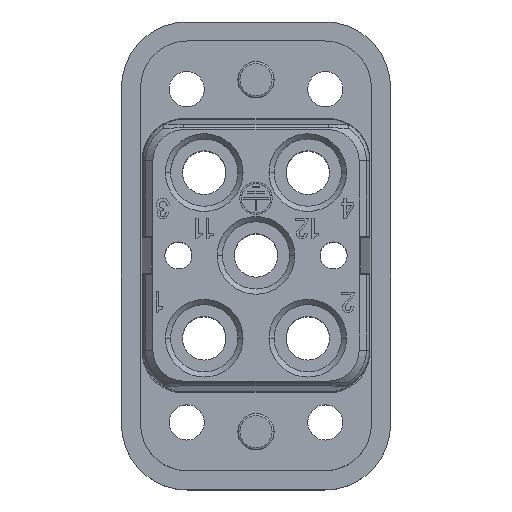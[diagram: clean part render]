
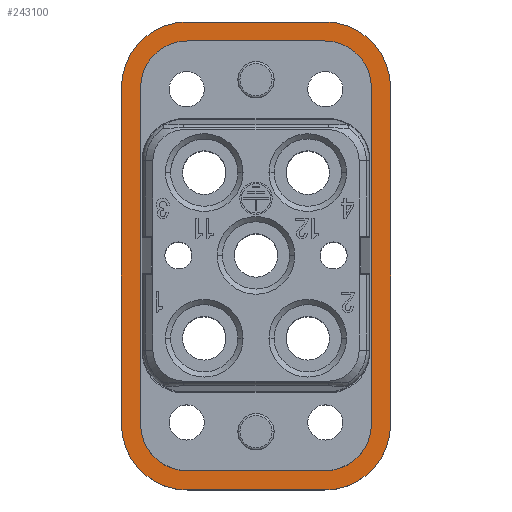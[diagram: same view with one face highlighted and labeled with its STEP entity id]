
A CAD part, top view. The second image highlights one B-rep face of the part: STEP entity #243100.
In plain terms, the highlighted face is planar.
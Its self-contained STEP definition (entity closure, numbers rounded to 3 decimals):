
#960=CARTESIAN_POINT('',(50.914,49.825,7.05));
#970=VERTEX_POINT('',#960);
#1000=CARTESIAN_POINT('',(50.914,64.141,7.05));
#1010=DIRECTION('',(0.,-1.,0.));
#1020=VECTOR('',#1010,1.);
#1030=LINE('',#1000,#1020);
#1040=CARTESIAN_POINT('',(50.914,82.325,7.05));
#1050=VERTEX_POINT('',#1040);
#1060=EDGE_CURVE('',#1050,#970,#1030,.T.);
#222490=CARTESIAN_POINT('',(33.114,49.825,7.05));
#222500=DIRECTION('',(0.,0.,1.));
#222510=DIRECTION('',(1.,0.,0.));
#222520=AXIS2_PLACEMENT_3D('',#222490,#222500,#222510);
#222530=CIRCLE('',#222520,4.5);
#222540=CARTESIAN_POINT('',(28.614,49.825,7.05));
#222550=VERTEX_POINT('',#222540);
#222560=CARTESIAN_POINT('',(33.114,45.325,7.05));
#222570=VERTEX_POINT('',#222560);
#222580=EDGE_CURVE('',#222550,#222570,#222530,.T.);
#230000=CARTESIAN_POINT('',(33.114,86.825,7.05));
#230010=VERTEX_POINT('',#230000);
#230060=CARTESIAN_POINT('',(33.114,82.325,7.05));
#230070=DIRECTION('',(0.,0.,1.));
#230080=DIRECTION('',(1.,0.,0.));
#230090=AXIS2_PLACEMENT_3D('',#230060,#230070,#230080);
#230100=CIRCLE('',#230090,4.5);
#230110=CARTESIAN_POINT('',(28.614,82.325,7.05));
#230120=VERTEX_POINT('',#230110);
#230130=EDGE_CURVE('',#230010,#230120,#230100,.T.);
#231120=CARTESIAN_POINT('',(46.414,86.825,7.05));
#231130=VERTEX_POINT('',#231120);
#231180=CARTESIAN_POINT('',(50.264,86.825,7.05));
#231190=DIRECTION('',(1.,0.,0.));
#231200=VECTOR('',#231190,1.);
#231210=LINE('',#231180,#231200);
#231220=EDGE_CURVE('',#230010,#231130,#231210,.T.);
#237970=CARTESIAN_POINT('',(46.414,45.325,7.05));
#237980=VERTEX_POINT('',#237970);
#238030=CARTESIAN_POINT('',(50.264,45.325,7.05));
#238040=DIRECTION('',(-1.,0.,0.));
#238050=VECTOR('',#238040,1.);
#238060=LINE('',#238030,#238050);
#238070=EDGE_CURVE('',#237980,#222570,#238060,.T.);
#238220=CARTESIAN_POINT('',(46.414,82.325,7.05));
#238230=DIRECTION('',(0.,0.,1.));
#238240=DIRECTION('',(1.,0.,0.));
#238250=AXIS2_PLACEMENT_3D('',#238220,#238230,#238240);
#238260=CIRCLE('',#238250,4.5);
#238270=EDGE_CURVE('',#1050,#231130,#238260,.T.);
#238640=CARTESIAN_POINT('',(28.614,64.141,7.05));
#238650=DIRECTION('',(0.,1.,0.));
#238660=VECTOR('',#238650,1.);
#238670=LINE('',#238640,#238660);
#238680=EDGE_CURVE('',#222550,#230120,#238670,.T.);
#238830=CARTESIAN_POINT('',(46.414,49.825,7.05));
#238840=DIRECTION('',(0.,0.,1.));
#238850=DIRECTION('',(1.,0.,0.));
#238860=AXIS2_PLACEMENT_3D('',#238830,#238840,#238850);
#238870=CIRCLE('',#238860,4.5);
#238880=EDGE_CURVE('',#237980,#970,#238870,.T.);
#240420=CARTESIAN_POINT('',(52.764,49.825,7.05));
#240430=VERTEX_POINT('',#240420);
#240510=CARTESIAN_POINT('',(52.764,82.325,7.05));
#240520=VERTEX_POINT('',#240510);
#240550=CARTESIAN_POINT('',(52.764,82.325,7.05));
#240560=DIRECTION('',(0.,-1.,-0.));
#240570=VECTOR('',#240560,1.);
#240580=LINE('',#240550,#240570);
#240590=EDGE_CURVE('',#240520,#240430,#240580,.T.);
#240800=CARTESIAN_POINT('',(46.414,43.475,7.05));
#240810=VERTEX_POINT('',#240800);
#240860=CARTESIAN_POINT('',(46.414,49.825,7.05));
#240870=DIRECTION('',(0.,0.,1.));
#240880=DIRECTION('',(1.,0.,0.));
#240890=AXIS2_PLACEMENT_3D('',#240860,#240870,#240880);
#240900=CIRCLE('',#240890,6.35);
#240910=EDGE_CURVE('',#240810,#240430,#240900,.T.);
#241120=CARTESIAN_POINT('',(33.114,43.475,7.05));
#241130=VERTEX_POINT('',#241120);
#241180=CARTESIAN_POINT('',(46.414,43.475,7.05));
#241190=DIRECTION('',(-1.,0.,0.));
#241200=VECTOR('',#241190,1.);
#241210=LINE('',#241180,#241200);
#241220=EDGE_CURVE('',#240810,#241130,#241210,.T.);
#241430=CARTESIAN_POINT('',(26.764,49.825,7.05));
#241440=VERTEX_POINT('',#241430);
#241490=CARTESIAN_POINT('',(33.114,49.825,7.05));
#241500=DIRECTION('',(0.,0.,1.));
#241510=DIRECTION('',(1.,0.,0.));
#241520=AXIS2_PLACEMENT_3D('',#241490,#241500,#241510);
#241530=CIRCLE('',#241520,6.35);
#241540=EDGE_CURVE('',#241440,#241130,#241530,.T.);
#241750=CARTESIAN_POINT('',(26.764,82.325,7.05));
#241760=VERTEX_POINT('',#241750);
#241810=CARTESIAN_POINT('',(26.764,82.325,7.05));
#241820=DIRECTION('',(0.,-1.,0.));
#241830=VECTOR('',#241820,1.);
#241840=LINE('',#241810,#241830);
#241850=EDGE_CURVE('',#241760,#241440,#241840,.T.);
#242060=CARTESIAN_POINT('',(46.414,88.675,7.05));
#242070=VERTEX_POINT('',#242060);
#242150=CARTESIAN_POINT('',(33.114,88.675,7.05));
#242160=VERTEX_POINT('',#242150);
#242190=CARTESIAN_POINT('',(46.414,88.675,7.05));
#242200=DIRECTION('',(-1.,0.,0.));
#242210=VECTOR('',#242200,1.);
#242220=LINE('',#242190,#242210);
#242230=EDGE_CURVE('',#242070,#242160,#242220,.T.);
#242430=CARTESIAN_POINT('',(33.114,82.325,7.05));
#242440=DIRECTION('',(0.,0.,1.));
#242450=DIRECTION('',(1.,0.,0.));
#242460=AXIS2_PLACEMENT_3D('',#242430,#242440,#242450);
#242470=CIRCLE('',#242460,6.35);
#242480=EDGE_CURVE('',#242160,#241760,#242470,.T.);
#242680=CARTESIAN_POINT('',(46.414,82.325,7.05));
#242690=DIRECTION('',(0.,0.,1.));
#242700=DIRECTION('',(1.,0.,0.));
#242710=AXIS2_PLACEMENT_3D('',#242680,#242690,#242700);
#242720=CIRCLE('',#242710,6.35);
#242730=EDGE_CURVE('',#240520,#242070,#242720,.T.);
#242850=CARTESIAN_POINT('',(50.701,80.254,7.05));
#242860=DIRECTION('',(0.,0.,1.));
#242870=DIRECTION('',(1.,0.,0.));
#242880=AXIS2_PLACEMENT_3D('',#242850,#242860,#242870);
#242890=PLANE('',#242880);
#242900=ORIENTED_EDGE('',*,*,#240910,.F.);
#242910=ORIENTED_EDGE('',*,*,#240590,.T.);
#242920=ORIENTED_EDGE('',*,*,#242730,.F.);
#242930=ORIENTED_EDGE('',*,*,#242230,.F.);
#242940=ORIENTED_EDGE('',*,*,#242480,.F.);
#242950=ORIENTED_EDGE('',*,*,#241850,.F.);
#242960=ORIENTED_EDGE('',*,*,#241540,.F.);
#242970=ORIENTED_EDGE('',*,*,#241220,.T.);
#242980=EDGE_LOOP('',(#242970,#242960,#242950,#242940,#242930,#242920,
#242910,#242900));
#242990=FACE_OUTER_BOUND('',#242980,.T.);
#243000=ORIENTED_EDGE('',*,*,#238680,.F.);
#243010=ORIENTED_EDGE('',*,*,#230130,.T.);
#243020=ORIENTED_EDGE('',*,*,#231220,.F.);
#243030=ORIENTED_EDGE('',*,*,#238270,.T.);
#243040=ORIENTED_EDGE('',*,*,#1060,.F.);
#243050=ORIENTED_EDGE('',*,*,#238880,.T.);
#243060=ORIENTED_EDGE('',*,*,#238070,.F.);
#243070=ORIENTED_EDGE('',*,*,#222580,.T.);
#243080=EDGE_LOOP('',(#243070,#243060,#243050,#243040,#243030,#243020,
#243010,#243000));
#243090=FACE_BOUND('',#243080,.T.);
#243100=ADVANCED_FACE('',(#242990,#243090),#242890,.F.);
